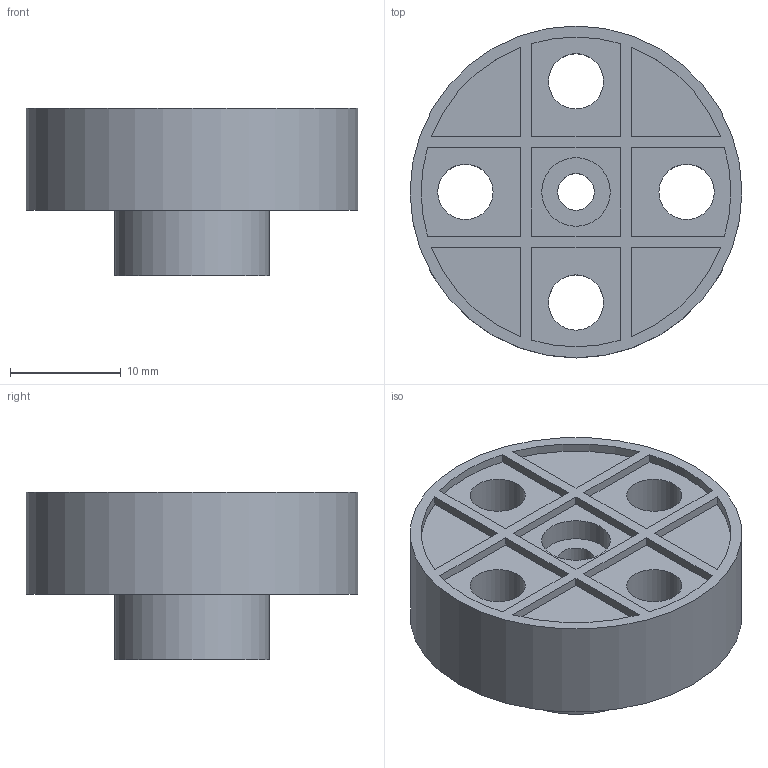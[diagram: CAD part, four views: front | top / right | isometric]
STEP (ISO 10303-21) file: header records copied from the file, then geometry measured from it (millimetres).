
FILE_DESCRIPTION(/* description */ (''),/* implementation_level */ '2;1');
FILE_NAME(/* name */ 'Motor rotor.stp',/* time_stamp */ '2018-11-25T02:18:34+01:00',/* author */ ('Varga Daniel'),/* organization */ (''),/* preprocessor_version */ 'ST-DEVELOPER v17',/* originating_system */ 'Autodesk Inventor 2019',/* authorisation */ '');
FILE_SCHEMA (('AUTOMOTIVE_DESIGN { 1 0 10303 214 3 1 1 }'));
Length unit declared in the file: millimetre
Products named in the file (1): Motor rotor
Bounding box: 30 x 30 x 15.1 mm (x, y, z)
Volume: 6042.2 mm3; surface area: 3326.4 mm2
Topology: 1 solids, 1 shells, 65 faces, 145 edges, 94 vertices
Faces by surface type: plane 44, cylinder 19, cone 2
Full cylindrical faces by diameter (mm): 3.3 x1, 5 x4, 6.2 x1, 8 x1, 14 x1, 30 x1
Entity records: 1860 total; most frequent: CARTESIAN_POINT 317, DIRECTION 315, ORIENTED_EDGE 290, EDGE_CURVE 145, AXIS2_PLACEMENT_3D 108, LINE 99, VECTOR 99, VERTEX_POINT 94
